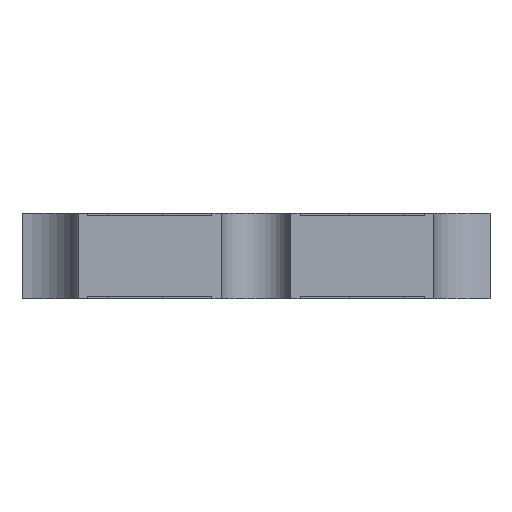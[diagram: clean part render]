
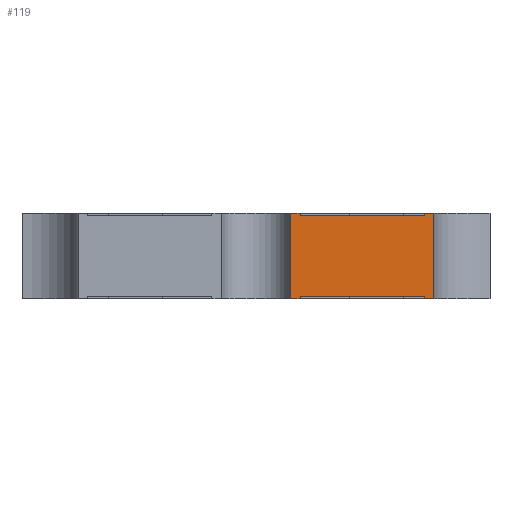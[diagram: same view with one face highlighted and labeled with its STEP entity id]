
A CAD part, left-side view. The second image highlights one B-rep face of the part: STEP entity #119.
In plain terms, the highlighted planar face has unit normal (-1, 0, 0).
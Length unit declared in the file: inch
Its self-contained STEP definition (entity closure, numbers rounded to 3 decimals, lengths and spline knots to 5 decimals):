
#114 = VERTEX_POINT ( 'NONE', #16082 ) ;
#119 = ADVANCED_FACE ( 'NONE', ( #9383 ), #19309, .F. ) ;
#586 = VECTOR ( 'NONE', #7615, 39.37008 ) ;
#670 = VECTOR ( 'NONE', #17515, 39.37008 ) ;
#719 = LINE ( 'NONE', #3646, #10848 ) ;
#784 = VERTEX_POINT ( 'NONE', #11555 ) ;
#865 = ORIENTED_EDGE ( 'NONE', *, *, #3967, .T. ) ;
#947 = CARTESIAN_POINT ( 'NONE',  ( 0.42761, 0.2865, -0.029 ) ) ;
#1046 = VERTEX_POINT ( 'NONE', #19286 ) ;
#1171 = VERTEX_POINT ( 'NONE', #3451 ) ;
#1554 = DIRECTION ( 'NONE',  ( 0., 0., -1. ) ) ;
#1596 = ORIENTED_EDGE ( 'NONE', *, *, #3905, .F. ) ;
#2168 = CARTESIAN_POINT ( 'NONE',  ( 0.42761, 0.26062, 0.035 ) ) ;
#2189 = DIRECTION ( 'NONE',  ( 0., 1., 0. ) ) ;
#2204 = VERTEX_POINT ( 'NONE', #13739 ) ;
#2241 = DIRECTION ( 'NONE',  ( 0., 1., 0. ) ) ;
#2260 = CARTESIAN_POINT ( 'NONE',  ( 0.42761, 0.26062, 0.002 ) ) ;
#2533 = EDGE_CURVE ( 'NONE', #5553, #2204, #6783, .T. ) ;
#3073 = EDGE_CURVE ( 'NONE', #18190, #1046, #11168, .T. ) ;
#3451 = CARTESIAN_POINT ( 'NONE',  ( 0.42761, 0.1605, -0.027 ) ) ;
#3595 = LINE ( 'NONE', #19417, #18408 ) ;
#3621 = EDGE_CURVE ( 'NONE', #1171, #784, #17270, .T. ) ;
#3646 = CARTESIAN_POINT ( 'NONE',  ( 0.42761, 0.464, 0.035 ) ) ;
#3905 = EDGE_CURVE ( 'NONE', #18190, #7942, #17802, .T. ) ;
#3967 = EDGE_CURVE ( 'NONE', #114, #15839, #719, .T. ) ;
#4018 = CARTESIAN_POINT ( 'NONE',  ( 0.42761, 0.15343, -0.029 ) ) ;
#4443 = DIRECTION ( 'NONE',  ( 0., 1., 0. ) ) ;
#4449 = CARTESIAN_POINT ( 'NONE',  ( 0.42761, 0.464, -0.027 ) ) ;
#4537 = VECTOR ( 'NONE', #16946, 39.37008 ) ;
#4724 = EDGE_CURVE ( 'NONE', #11791, #19256, #3595, .T. ) ;
#5205 = DIRECTION ( 'NONE',  ( 0., 1., 0. ) ) ;
#5233 = EDGE_CURVE ( 'NONE', #11791, #1046, #15642, .T. ) ;
#5250 = LINE ( 'NONE', #10509, #20350 ) ;
#5553 = VERTEX_POINT ( 'NONE', #8990 ) ;
#5978 = AXIS2_PLACEMENT_3D ( 'NONE', #11269, #19213, #12524 ) ;
#6607 = EDGE_CURVE ( 'NONE', #7942, #784, #10160, .T. ) ;
#6783 = LINE ( 'NONE', #13180, #18488 ) ;
#6854 = ORIENTED_EDGE ( 'NONE', *, *, #2533, .F. ) ;
#6950 = ORIENTED_EDGE ( 'NONE', *, *, #3621, .T. ) ;
#7615 = DIRECTION ( 'NONE',  ( 0., 0., -1. ) ) ;
#7650 = EDGE_CURVE ( 'NONE', #14604, #5553, #19124, .T. ) ;
#7942 = VERTEX_POINT ( 'NONE', #4018 ) ;
#8216 = ORIENTED_EDGE ( 'NONE', *, *, #5233, .F. ) ;
#8268 = EDGE_CURVE ( 'NONE', #19256, #114, #5250, .T. ) ;
#8990 = CARTESIAN_POINT ( 'NONE',  ( 0.42761, 0.2535, -0.029 ) ) ;
#9383 = FACE_OUTER_BOUND ( 'NONE', #20150, .T. ) ;
#9385 = ORIENTED_EDGE ( 'NONE', *, *, #6607, .F. ) ;
#10160 = LINE ( 'NONE', #947, #15876 ) ;
#10509 = CARTESIAN_POINT ( 'NONE',  ( 0.42761, 0.2535, 0.033 ) ) ;
#10848 = VECTOR ( 'NONE', #2189, 39.37008 ) ;
#10868 = CARTESIAN_POINT ( 'NONE',  ( 0.42761, 0.2535, -0.027 ) ) ;
#11168 = LINE ( 'NONE', #18799, #19793 ) ;
#11269 = CARTESIAN_POINT ( 'NONE',  ( 0.42761, 0.15343, 0.002 ) ) ;
#11312 = ORIENTED_EDGE ( 'NONE', *, *, #12170, .T. ) ;
#11555 = CARTESIAN_POINT ( 'NONE',  ( 0.42761, 0.1605, -0.029 ) ) ;
#11653 = DIRECTION ( 'NONE',  ( 0., 0., 1. ) ) ;
#11791 = VERTEX_POINT ( 'NONE', #16207 ) ;
#11938 = EDGE_CURVE ( 'NONE', #15839, #2204, #13474, .T. ) ;
#12170 = EDGE_CURVE ( 'NONE', #14604, #1171, #18804, .T. ) ;
#12524 = DIRECTION ( 'NONE',  ( 0., 0., -1. ) ) ;
#12702 = DIRECTION ( 'NONE',  ( 0., 0., -1. ) ) ;
#13026 = ORIENTED_EDGE ( 'NONE', *, *, #11938, .T. ) ;
#13180 = CARTESIAN_POINT ( 'NONE',  ( 0.42761, 0.2865, -0.029 ) ) ;
#13474 = LINE ( 'NONE', #2260, #4537 ) ;
#13509 = CARTESIAN_POINT ( 'NONE',  ( 0.42761, 0.2535, -0.027 ) ) ;
#13728 = ORIENTED_EDGE ( 'NONE', *, *, #4724, .T. ) ;
#13739 = CARTESIAN_POINT ( 'NONE',  ( 0.42761, 0.26062, -0.029 ) ) ;
#13819 = ORIENTED_EDGE ( 'NONE', *, *, #7650, .F. ) ;
#14604 = VERTEX_POINT ( 'NONE', #13509 ) ;
#15418 = ORIENTED_EDGE ( 'NONE', *, *, #8268, .T. ) ;
#15642 = LINE ( 'NONE', #15739, #670 ) ;
#15739 = CARTESIAN_POINT ( 'NONE',  ( 0.42761, 0.1605, 0.033 ) ) ;
#15839 = VERTEX_POINT ( 'NONE', #2168 ) ;
#15876 = VECTOR ( 'NONE', #19888, 39.37008 ) ;
#15904 = CARTESIAN_POINT ( 'NONE',  ( 0.42761, 0.1605, -0.027 ) ) ;
#16082 = CARTESIAN_POINT ( 'NONE',  ( 0.42761, 0.2535, 0.035 ) ) ;
#16207 = CARTESIAN_POINT ( 'NONE',  ( 0.42761, 0.1605, 0.033 ) ) ;
#16946 = DIRECTION ( 'NONE',  ( 0., 0., -1. ) ) ;
#16957 = VECTOR ( 'NONE', #18915, 39.37008 ) ;
#17270 = LINE ( 'NONE', #15904, #18880 ) ;
#17508 = CARTESIAN_POINT ( 'NONE',  ( 0.42761, 0.15343, 0.002 ) ) ;
#17515 = DIRECTION ( 'NONE',  ( 0., 0., 1. ) ) ;
#17802 = LINE ( 'NONE', #17508, #20204 ) ;
#17877 = CARTESIAN_POINT ( 'NONE',  ( 0.42761, 0.2535, 0.033 ) ) ;
#18190 = VERTEX_POINT ( 'NONE', #20497 ) ;
#18408 = VECTOR ( 'NONE', #2241, 39.37008 ) ;
#18488 = VECTOR ( 'NONE', #5205, 39.37008 ) ;
#18799 = CARTESIAN_POINT ( 'NONE',  ( 0.42761, 0.464, 0.035 ) ) ;
#18804 = LINE ( 'NONE', #4449, #16957 ) ;
#18880 = VECTOR ( 'NONE', #1554, 39.37008 ) ;
#18915 = DIRECTION ( 'NONE',  ( 0., -1., 0. ) ) ;
#19124 = LINE ( 'NONE', #10868, #586 ) ;
#19213 = DIRECTION ( 'NONE',  ( 1., 0., 0. ) ) ;
#19256 = VERTEX_POINT ( 'NONE', #17877 ) ;
#19286 = CARTESIAN_POINT ( 'NONE',  ( 0.42761, 0.1605, 0.035 ) ) ;
#19309 = PLANE ( 'NONE',  #5978 ) ;
#19417 = CARTESIAN_POINT ( 'NONE',  ( 0.42761, 0.464, 0.033 ) ) ;
#19793 = VECTOR ( 'NONE', #4443, 39.37008 ) ;
#19888 = DIRECTION ( 'NONE',  ( 0., 1., 0. ) ) ;
#20081 = ORIENTED_EDGE ( 'NONE', *, *, #3073, .T. ) ;
#20150 = EDGE_LOOP ( 'NONE', ( #8216, #13728, #15418, #865, #13026, #6854, #13819, #11312, #6950, #9385, #1596, #20081 ) ) ;
#20204 = VECTOR ( 'NONE', #12702, 39.37008 ) ;
#20350 = VECTOR ( 'NONE', #11653, 39.37008 ) ;
#20497 = CARTESIAN_POINT ( 'NONE',  ( 0.42761, 0.15343, 0.035 ) ) ;
